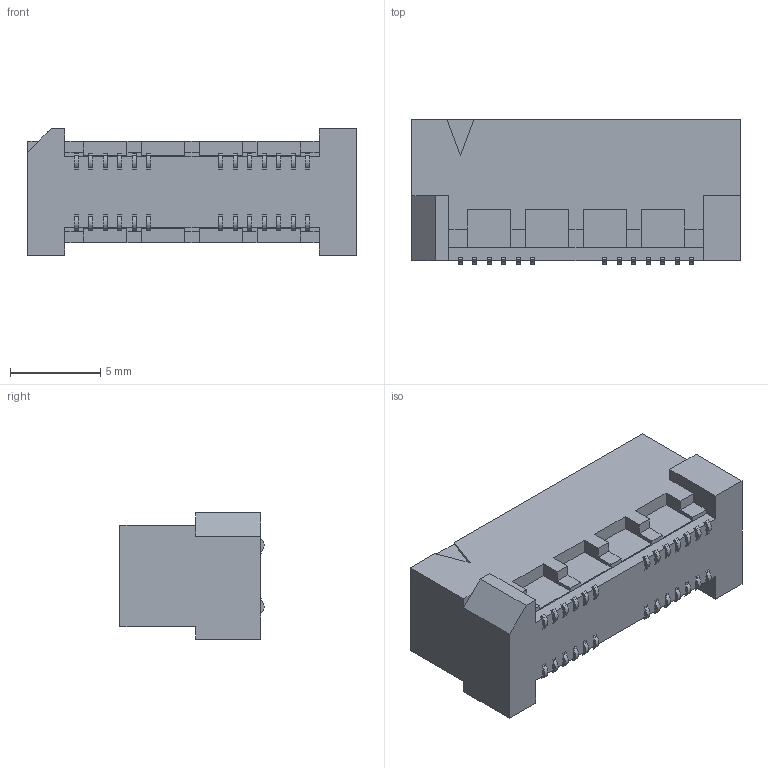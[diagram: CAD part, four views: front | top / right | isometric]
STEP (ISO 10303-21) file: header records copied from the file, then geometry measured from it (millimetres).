
FILE_DESCRIPTION (( 'STEP AP214' ), '1' );
FILE_NAME ('HSEC8-113-01-L-DV.STEP', '2018-02-26T13:20:21', ( '' ), ( '' ), 'SwSTEP 2.0', 'SolidWorks 2018', '' );
FILE_SCHEMA (( 'AUTOMOTIVE_DESIGN' ));
Length unit declared in the file: millimetre
Products named in the file (4): HSEC8-113-01-L-DV; _C_188_02_Pin_7_01_6; _C_188_02_Pin_6_01_4; _HSEC8_113_01_L_DVter_2
Assembly tree (3 placements, depth 2):
  HSEC8-113-01-L-DV
    _HSEC8_113_01_L_DVter_2
    _C_188_02_Pin_6_01_4
    _C_188_02_Pin_7_01_6
Bounding box: 18.2 x 7.98 x 7 mm (x, y, z)
Volume: 550 mm3; surface area: 1315.4 mm2
Topology: 3 solids, 3 shells, 1123 faces, 3336 edges, 2221 vertices
Faces by surface type: plane 811, cylinder 312
Entity records: 37327 total; most frequent: CARTESIAN_POINT 7622, ORIENTED_EDGE 6672, DIRECTION 5646, EDGE_CURVE 3336, LINE 2660, VECTOR 2660, VERTEX_POINT 2221, AXIS2_PLACEMENT_3D 1493
